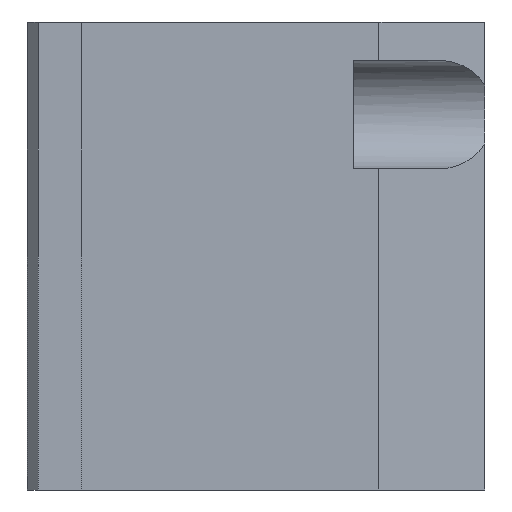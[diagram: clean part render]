
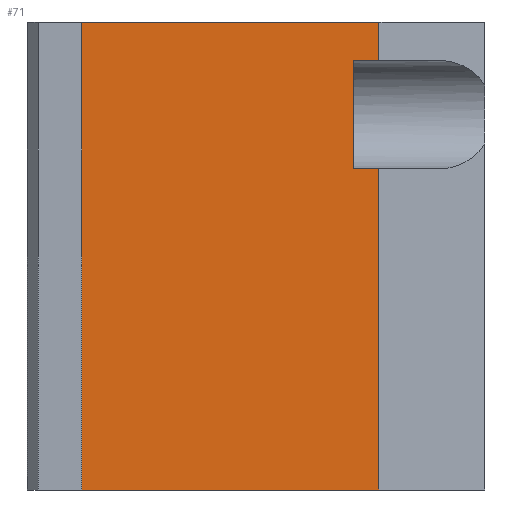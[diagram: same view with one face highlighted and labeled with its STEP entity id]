
A CAD part, left-side view. The second image highlights one B-rep face of the part: STEP entity #71.
In plain terms, the highlighted planar face has unit normal (-1, 0, 0).
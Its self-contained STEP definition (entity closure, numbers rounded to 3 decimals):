
#71 = ADVANCED_FACE( '', ( #172 ), #173, .F. );
#172 = FACE_OUTER_BOUND( '', #321, .T. );
#173 = PLANE( '', #322 );
#321 = EDGE_LOOP( '', ( #483, #484, #485, #486, #487, #488, #489, #490 ) );
#322 = AXIS2_PLACEMENT_3D( '', #491, #492, #493 );
#483 = ORIENTED_EDGE( '', *, *, #789, .F. );
#484 = ORIENTED_EDGE( '', *, *, #790, .F. );
#485 = ORIENTED_EDGE( '', *, *, #791, .F. );
#486 = ORIENTED_EDGE( '', *, *, #792, .T. );
#487 = ORIENTED_EDGE( '', *, *, #793, .T. );
#488 = ORIENTED_EDGE( '', *, *, #794, .F. );
#489 = ORIENTED_EDGE( '', *, *, #795, .F. );
#490 = ORIENTED_EDGE( '', *, *, #771, .T. );
#491 = CARTESIAN_POINT( '', ( -25.5, 37., 43. ) );
#492 = DIRECTION( '', ( 1., 0., 0. ) );
#493 = DIRECTION( '', ( 0., 0., -1. ) );
#771 = EDGE_CURVE( '', #889, #893, #895, .T. );
#789 = EDGE_CURVE( '', #926, #893, #927, .T. );
#790 = EDGE_CURVE( '', #928, #926, #929, .T. );
#791 = EDGE_CURVE( '', #930, #928, #931, .T. );
#792 = EDGE_CURVE( '', #930, #932, #933, .T. );
#793 = EDGE_CURVE( '', #932, #934, #935, .T. );
#794 = EDGE_CURVE( '', #936, #934, #937, .T. );
#795 = EDGE_CURVE( '', #889, #936, #938, .T. );
#889 = VERTEX_POINT( '', #1070 );
#893 = VERTEX_POINT( '', #1075 );
#895 = LINE( '', #1078, #1079 );
#926 = VERTEX_POINT( '', #1116 );
#927 = LINE( '', #1117, #1118 );
#928 = VERTEX_POINT( '', #1119 );
#929 = LINE( '', #1120, #1121 );
#930 = VERTEX_POINT( '', #1122 );
#931 = LINE( '', #1123, #1124 );
#932 = VERTEX_POINT( '', #1125 );
#933 = LINE( '', #1126, #1127 );
#934 = VERTEX_POINT( '', #1128 );
#935 = LINE( '', #1129, #1130 );
#936 = VERTEX_POINT( '', #1131 );
#937 = LINE( '', #1132, #1133 );
#938 = LINE( '', #1134, #1135 );
#1070 = CARTESIAN_POINT( '', ( -25.5, 12., 29.5 ) );
#1075 = CARTESIAN_POINT( '', ( -25.5, 12., 39.5 ) );
#1078 = CARTESIAN_POINT( '', ( -25.5, 12., 43. ) );
#1079 = VECTOR( '', #1365, 1000. );
#1116 = CARTESIAN_POINT( '', ( -25.5, 9.7, 39.5 ) );
#1117 = CARTESIAN_POINT( '', ( -25.5, 37., 39.5 ) );
#1118 = VECTOR( '', #1393, 1000. );
#1119 = CARTESIAN_POINT( '', ( -25.5, 9.7, 43. ) );
#1120 = CARTESIAN_POINT( '', ( -25.5, 9.7, 43. ) );
#1121 = VECTOR( '', #1394, 1000. );
#1122 = CARTESIAN_POINT( '', ( -25.5, 37., 43. ) );
#1123 = CARTESIAN_POINT( '', ( -25.5, 37., 43. ) );
#1124 = VECTOR( '', #1395, 1000. );
#1125 = CARTESIAN_POINT( '', ( -25.5, 37., 0. ) );
#1126 = CARTESIAN_POINT( '', ( -25.5, 37., 43. ) );
#1127 = VECTOR( '', #1396, 1000. );
#1128 = CARTESIAN_POINT( '', ( -25.5, 9.7, 0. ) );
#1129 = CARTESIAN_POINT( '', ( -25.5, 37., 0. ) );
#1130 = VECTOR( '', #1397, 1000. );
#1131 = CARTESIAN_POINT( '', ( -25.5, 9.7, 29.5 ) );
#1132 = CARTESIAN_POINT( '', ( -25.5, 9.7, 43. ) );
#1133 = VECTOR( '', #1398, 1000. );
#1134 = CARTESIAN_POINT( '', ( -25.5, 37., 29.5 ) );
#1135 = VECTOR( '', #1399, 1000. );
#1365 = DIRECTION( '', ( 0., 0., 1. ) );
#1393 = DIRECTION( '', ( 0., 1., 0. ) );
#1394 = DIRECTION( '', ( 0., 0., -1. ) );
#1395 = DIRECTION( '', ( 0., -1., 0. ) );
#1396 = DIRECTION( '', ( 0., 0., -1. ) );
#1397 = DIRECTION( '', ( 0., -1., 0. ) );
#1398 = DIRECTION( '', ( 0., 0., -1. ) );
#1399 = DIRECTION( '', ( 0., -1., 0. ) );
